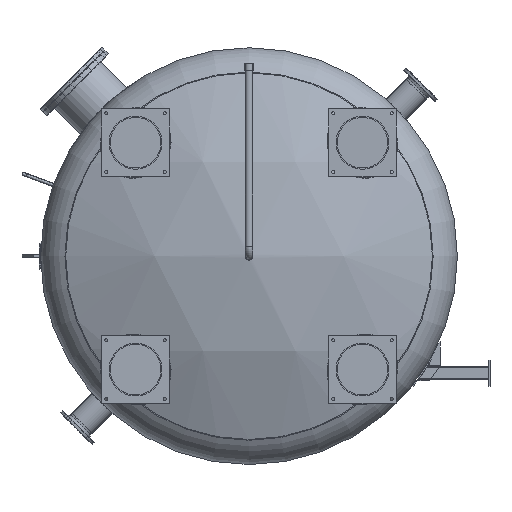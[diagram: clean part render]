
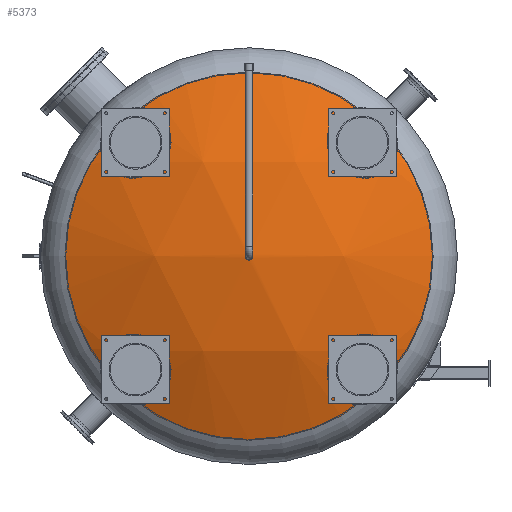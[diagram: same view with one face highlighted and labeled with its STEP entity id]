
A CAD part, front view. The second image highlights one B-rep face of the part: STEP entity #5373.
In plain terms, the highlighted spherical face has radius 3213 mm.
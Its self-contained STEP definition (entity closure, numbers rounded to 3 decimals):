
#462=FACE_BOUND('',#977,.T.);
#650=SPHERICAL_SURFACE('',#6241,3213.);
#678=FACE_OUTER_BOUND('',#976,.T.);
#976=EDGE_LOOP('',(#3695,#3696));
#977=EDGE_LOOP('',(#3697));
#2137=CIRCLE('',#6232,30.15);
#2139=CIRCLE('',#6235,1413.497);
#2140=CIRCLE('',#6236,1413.497);
#2448=VERTEX_POINT('',#8624);
#2450=VERTEX_POINT('',#8630);
#2451=VERTEX_POINT('',#8631);
#2946=EDGE_CURVE('',#2448,#2448,#2137,.T.);
#2949=EDGE_CURVE('',#2450,#2451,#2139,.T.);
#2950=EDGE_CURVE('',#2451,#2450,#2140,.T.);
#3695=ORIENTED_EDGE('',*,*,#2949,.T.);
#3696=ORIENTED_EDGE('',*,*,#2950,.T.);
#3697=ORIENTED_EDGE('',*,*,#2946,.T.);
#5373=ADVANCED_FACE('',(#678,#462),#650,.T.);
#6232=AXIS2_PLACEMENT_3D('',#8625,#6944,#6945);
#6235=AXIS2_PLACEMENT_3D('',#8632,#6951,#6952);
#6236=AXIS2_PLACEMENT_3D('',#8633,#6953,#6954);
#6241=AXIS2_PLACEMENT_3D('',#8641,#6963,#6964);
#6944=DIRECTION('center_axis',(0.,-1.,0.));
#6945=DIRECTION('ref_axis',(1.,0.,0.));
#6951=DIRECTION('center_axis',(0.,1.,0.));
#6952=DIRECTION('ref_axis',(-1.,0.,0.));
#6953=DIRECTION('center_axis',(0.,1.,0.));
#6954=DIRECTION('ref_axis',(-1.,0.,0.));
#6963=DIRECTION('center_axis',(0.,0.,1.));
#6964=DIRECTION('ref_axis',(1.,0.,0.));
#8624=CARTESIAN_POINT('',(-30.15,678.144,0.));
#8625=CARTESIAN_POINT('Origin',(0.,678.144,0.));
#8630=CARTESIAN_POINT('',(-1413.497,350.661,0.));
#8631=CARTESIAN_POINT('',(0.,350.661,-1413.497));
#8632=CARTESIAN_POINT('Origin',(0.,350.661,
0.));
#8633=CARTESIAN_POINT('Origin',(0.,350.661,
0.));
#8641=CARTESIAN_POINT('Origin',(0.,-2534.715,0.));
